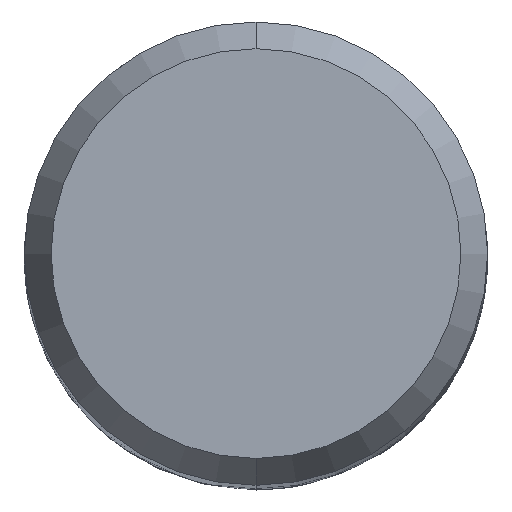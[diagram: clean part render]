
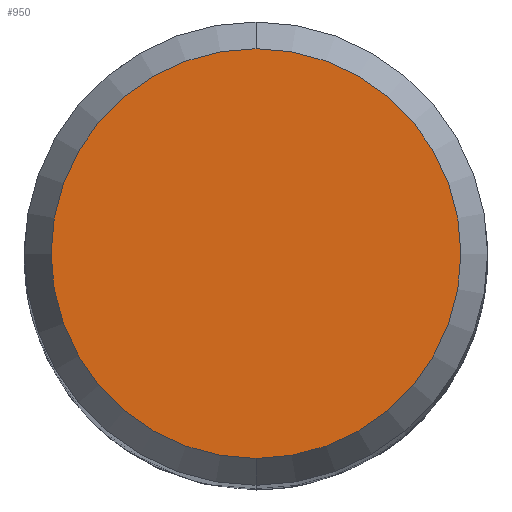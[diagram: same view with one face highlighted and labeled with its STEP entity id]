
A CAD part, top view. The second image highlights one B-rep face of the part: STEP entity #950.
In plain terms, the highlighted planar face has unit normal (0, 0, 1).
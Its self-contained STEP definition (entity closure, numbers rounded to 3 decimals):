
#450=VERTEX_POINT('',#1143);
#654=VERTEX_POINT('',#1364);
#760=EDGE_CURVE('',#654,#450,#1487,.T.);
#914=EDGE_CURVE('',#450,#654,#1649,.T.);
#950=ADVANCED_FACE('',(#1687),#1688,.T.);
#1143=CARTESIAN_POINT('',(0.,-4.423,0.0));
#1364=CARTESIAN_POINT('',(0.0,4.423,0.0));
#1487=CIRCLE('',#5119,4.423);
#1649=CIRCLE('',#6185,4.423);
#1687=FACE_OUTER_BOUND('',#6507,.T.);
#1688=PLANE('',#6508);
#5119=AXIS2_PLACEMENT_3D('',#7825,#7826,#7827);
#6185=AXIS2_PLACEMENT_3D('',#7941,#7942,#7943);
#6507=EDGE_LOOP('',(#7972,#7973));
#6508=AXIS2_PLACEMENT_3D('',#7974,#7975,#7976);
#7825=CARTESIAN_POINT('',(0.0,0.0,0.0));
#7826=DIRECTION('',(0.0,0.0,-1.0));
#7827=DIRECTION('',(0.0,1.0,0.0));
#7941=CARTESIAN_POINT('',(0.0,0.0,0.0));
#7942=DIRECTION('',(0.0,0.0,-1.0));
#7943=DIRECTION('',(0.0,1.0,0.0));
#7972=ORIENTED_EDGE('',*,*,#760,.F.);
#7973=ORIENTED_EDGE('',*,*,#914,.F.);
#7974=CARTESIAN_POINT('',(0.0,2.211,0.0));
#7975=DIRECTION('',(-0.0,0.0,1.0));
#7976=DIRECTION('',(0.0,-1.0,0.0));
